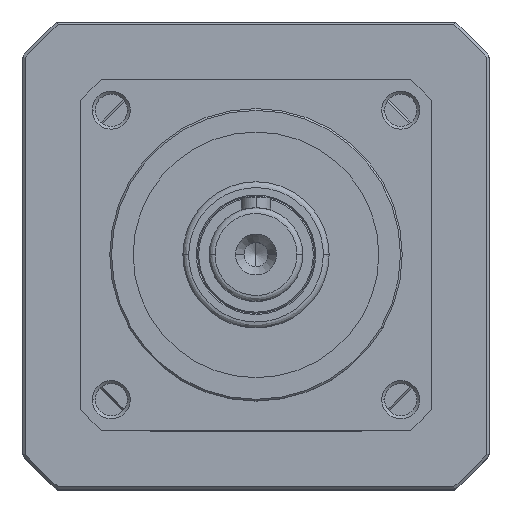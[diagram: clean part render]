
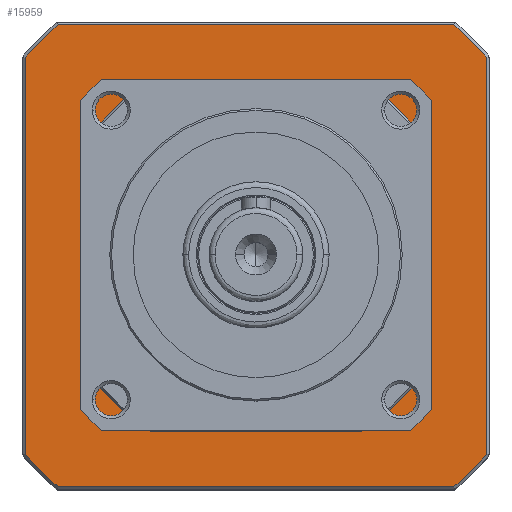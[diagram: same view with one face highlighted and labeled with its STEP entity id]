
A CAD part, top view. The second image highlights one B-rep face of the part: STEP entity #15959.
In plain terms, the highlighted face is planar.
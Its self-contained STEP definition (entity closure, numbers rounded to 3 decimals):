
#112 = VERTEX_POINT ( 'NONE', #14238 ) ;
#438 = AXIS2_PLACEMENT_3D ( 'NONE', #17816, #5984, #19797 ) ;
#681 = VERTEX_POINT ( 'NONE', #5024 ) ;
#696 = AXIS2_PLACEMENT_3D ( 'NONE', #19068, #7242, #21049 ) ;
#1201 = ORIENTED_EDGE ( 'NONE', *, *, #4434, .F. ) ;
#1207 = LINE ( 'NONE', #18660, #21652 ) ;
#1326 = CARTESIAN_POINT ( 'NONE',  ( 0., -39.5, 16.5 ) ) ;
#1469 = EDGE_CURVE ( 'NONE', #16816, #112, #20897, .T. ) ;
#1736 = VERTEX_POINT ( 'NONE', #6375 ) ;
#1973 = FACE_OUTER_BOUND ( 'NONE', #23964, .T. ) ;
#2080 = CARTESIAN_POINT ( 'NONE',  ( 0., 0., 16.5 ) ) ;
#2246 = VERTEX_POINT ( 'NONE', #21427 ) ;
#2281 = ORIENTED_EDGE ( 'NONE', *, *, #21709, .F. ) ;
#2313 = VERTEX_POINT ( 'NONE', #20235 ) ;
#2372 = VERTEX_POINT ( 'NONE', #19044 ) ;
#2395 = EDGE_CURVE ( 'NONE', #2246, #681, #1207, .T. ) ;
#2442 = CARTESIAN_POINT ( 'NONE',  ( 0., 0., 16.5 ) ) ;
#2620 = CARTESIAN_POINT ( 'NONE',  ( -33.819, -39.5, 16.5 ) ) ;
#3086 = CARTESIAN_POINT ( 'NONE',  ( -33.819, 39.5, 16.5 ) ) ;
#3134 = DIRECTION ( 'NONE',  ( -1., 0., 0. ) ) ;
#3390 = CARTESIAN_POINT ( 'NONE',  ( 0., 0., 16.5 ) ) ;
#3775 = DIRECTION ( 'NONE',  ( 0., 0., 1. ) ) ;
#3843 = DIRECTION ( 'NONE',  ( 0., 0., 1. ) ) ;
#4092 = DIRECTION ( 'NONE',  ( 1., 0., 0. ) ) ;
#4434 = EDGE_CURVE ( 'NONE', #2372, #24659, #6653, .T. ) ;
#4452 = DIRECTION ( 'NONE',  ( 1., 0., 0. ) ) ;
#4723 = CARTESIAN_POINT ( 'NONE',  ( 39.5, 33.819, 16.5 ) ) ;
#4771 = CIRCLE ( 'NONE', #21018, 52. ) ;
#5024 = CARTESIAN_POINT ( 'NONE',  ( -39.5, -33.819, 16.5 ) ) ;
#5090 = ORIENTED_EDGE ( 'NONE', *, *, #14084, .F. ) ;
#5433 = DIRECTION ( 'NONE',  ( 1., 0., 0. ) ) ;
#5456 = CARTESIAN_POINT ( 'NONE',  ( -30., 0., 16.5 ) ) ;
#5511 = ORIENTED_EDGE ( 'NONE', *, *, #25504, .F. ) ;
#5542 = DIRECTION ( 'NONE',  ( 0., 1., 0. ) ) ;
#5773 = VECTOR ( 'NONE', #13979, 1000. ) ;
#5780 = PLANE ( 'NONE',  #24120 ) ;
#5916 = CARTESIAN_POINT ( 'NONE',  ( -18.028, -30., 16.5 ) ) ;
#5984 = DIRECTION ( 'NONE',  ( 0., 0., -1. ) ) ;
#6375 = CARTESIAN_POINT ( 'NONE',  ( 30., 18.028, 16.5 ) ) ;
#6459 = VECTOR ( 'NONE', #11108, 1000. ) ;
#6572 = CARTESIAN_POINT ( 'NONE',  ( 30., 0., 16.5 ) ) ;
#6653 = LINE ( 'NONE', #21158, #15942 ) ;
#7202 = CARTESIAN_POINT ( 'NONE',  ( 0., 39.5, 16.5 ) ) ;
#7242 = DIRECTION ( 'NONE',  ( 0., 0., -1. ) ) ;
#7855 = ORIENTED_EDGE ( 'NONE', *, *, #24751, .F. ) ;
#7861 = DIRECTION ( 'NONE',  ( 0., 0., 1. ) ) ;
#7891 = VECTOR ( 'NONE', #9280, 1000. ) ;
#7910 = CARTESIAN_POINT ( 'NONE',  ( -30., 18.028, 16.5 ) ) ;
#7947 = CARTESIAN_POINT ( 'NONE',  ( 0., 0., 16.5 ) ) ;
#8804 = ORIENTED_EDGE ( 'NONE', *, *, #18404, .F. ) ;
#9001 = EDGE_CURVE ( 'NONE', #20557, #16816, #16983, .T. ) ;
#9094 = ORIENTED_EDGE ( 'NONE', *, *, #9001, .F. ) ;
#9280 = DIRECTION ( 'NONE',  ( 1., 0., 0. ) ) ;
#9612 = VERTEX_POINT ( 'NONE', #2620 ) ;
#9846 = VECTOR ( 'NONE', #16448, 1000. ) ;
#9880 = LINE ( 'NONE', #22891, #6459 ) ;
#9952 = DIRECTION ( 'NONE',  ( 1., 0., 0. ) ) ;
#10186 = LINE ( 'NONE', #7202, #25271 ) ;
#10557 = ORIENTED_EDGE ( 'NONE', *, *, #24436, .F. ) ;
#11108 = DIRECTION ( 'NONE',  ( -1., 0., 0. ) ) ;
#11388 = CIRCLE ( 'NONE', #438, 35. ) ;
#11884 = EDGE_CURVE ( 'NONE', #9612, #13626, #13738, .T. ) ;
#11907 = FACE_BOUND ( 'NONE', #20886, .T. ) ;
#13209 = VERTEX_POINT ( 'NONE', #19560 ) ;
#13406 = CIRCLE ( 'NONE', #23101, 52. ) ;
#13626 = VERTEX_POINT ( 'NONE', #20433 ) ;
#13640 = CARTESIAN_POINT ( 'NONE',  ( 0., 30., 16.5 ) ) ;
#13738 = LINE ( 'NONE', #1326, #7891 ) ;
#13979 = DIRECTION ( 'NONE',  ( 1., 0., 0. ) ) ;
#14084 = EDGE_CURVE ( 'NONE', #1736, #25433, #20314, .T. ) ;
#14238 = CARTESIAN_POINT ( 'NONE',  ( 18.028, 30., 16.5 ) ) ;
#14368 = CARTESIAN_POINT ( 'NONE',  ( 33.819, 39.5, 16.5 ) ) ;
#14478 = ORIENTED_EDGE ( 'NONE', *, *, #19919, .F. ) ;
#14484 = VECTOR ( 'NONE', #5542, 1000. ) ;
#15200 = CIRCLE ( 'NONE', #21168, 52. ) ;
#15653 = CARTESIAN_POINT ( 'NONE',  ( 0., 0., 16.5 ) ) ;
#15730 = CARTESIAN_POINT ( 'NONE',  ( 0., 0., 16.5 ) ) ;
#15768 = ORIENTED_EDGE ( 'NONE', *, *, #19878, .F. ) ;
#15942 = VECTOR ( 'NONE', #20784, 1000. ) ;
#15959 = ADVANCED_FACE ( 'NONE', ( #1973, #11907 ), #5780, .F. ) ;
#15984 = DIRECTION ( 'NONE',  ( 0., 0., -1. ) ) ;
#16355 = DIRECTION ( 'NONE',  ( 0., 0., 1. ) ) ;
#16448 = DIRECTION ( 'NONE',  ( 0., -1., 0. ) ) ;
#16637 = CARTESIAN_POINT ( 'NONE',  ( 30., -18.028, 16.5 ) ) ;
#16816 = VERTEX_POINT ( 'NONE', #20999 ) ;
#16983 = CIRCLE ( 'NONE', #17136, 35. ) ;
#17136 = AXIS2_PLACEMENT_3D ( 'NONE', #2080, #15984, #4092 ) ;
#17289 = DIRECTION ( 'NONE',  ( 0., 0., 1. ) ) ;
#17442 = ORIENTED_EDGE ( 'NONE', *, *, #23534, .F. ) ;
#17576 = VERTEX_POINT ( 'NONE', #14368 ) ;
#17663 = DIRECTION ( 'NONE',  ( 1., 0., 0. ) ) ;
#17723 = DIRECTION ( 'NONE',  ( 1., 0., 0. ) ) ;
#17816 = CARTESIAN_POINT ( 'NONE',  ( 0., 0., 16.5 ) ) ;
#17879 = VERTEX_POINT ( 'NONE', #5916 ) ;
#18216 = EDGE_CURVE ( 'NONE', #17576, #25148, #10186, .T. ) ;
#18404 = EDGE_CURVE ( 'NONE', #112, #1736, #11388, .T. ) ;
#18470 = DIRECTION ( 'NONE',  ( 0., -1., 0. ) ) ;
#18660 = CARTESIAN_POINT ( 'NONE',  ( -39.5, 0., 16.5 ) ) ;
#19044 = CARTESIAN_POINT ( 'NONE',  ( 39.5, -33.819, 16.5 ) ) ;
#19068 = CARTESIAN_POINT ( 'NONE',  ( 0., 0., 16.5 ) ) ;
#19325 = CIRCLE ( 'NONE', #23638, 35. ) ;
#19348 = EDGE_CURVE ( 'NONE', #681, #9612, #13406, .T. ) ;
#19549 = CIRCLE ( 'NONE', #23474, 52. ) ;
#19560 = CARTESIAN_POINT ( 'NONE',  ( 18.028, -30., 16.5 ) ) ;
#19674 = CARTESIAN_POINT ( 'NONE',  ( 0., 0., 16.5 ) ) ;
#19797 = DIRECTION ( 'NONE',  ( 1., 0., 0. ) ) ;
#19878 = EDGE_CURVE ( 'NONE', #24659, #17576, #4771, .T. ) ;
#19919 = EDGE_CURVE ( 'NONE', #17879, #2313, #19325, .T. ) ;
#20235 = CARTESIAN_POINT ( 'NONE',  ( -30., -18.028, 16.5 ) ) ;
#20314 = LINE ( 'NONE', #6572, #9846 ) ;
#20433 = CARTESIAN_POINT ( 'NONE',  ( 33.819, -39.5, 16.5 ) ) ;
#20557 = VERTEX_POINT ( 'NONE', #7910 ) ;
#20784 = DIRECTION ( 'NONE',  ( 0., 1., 0. ) ) ;
#20886 = EDGE_LOOP ( 'NONE', ( #8804, #21022, #9094, #2281, #14478, #5511, #17442, #5090 ) ) ;
#20897 = LINE ( 'NONE', #13640, #5773 ) ;
#20999 = CARTESIAN_POINT ( 'NONE',  ( -18.028, 30., 16.5 ) ) ;
#21018 = AXIS2_PLACEMENT_3D ( 'NONE', #19674, #7861, #21648 ) ;
#21022 = ORIENTED_EDGE ( 'NONE', *, *, #1469, .F. ) ;
#21049 = DIRECTION ( 'NONE',  ( 1., 0., 0. ) ) ;
#21158 = CARTESIAN_POINT ( 'NONE',  ( 39.5, 0., 16.5 ) ) ;
#21168 = AXIS2_PLACEMENT_3D ( 'NONE', #3390, #17289, #5433 ) ;
#21427 = CARTESIAN_POINT ( 'NONE',  ( -39.5, 33.819, 16.5 ) ) ;
#21648 = DIRECTION ( 'NONE',  ( 1., 0., 0. ) ) ;
#21652 = VECTOR ( 'NONE', #18470, 1000. ) ;
#21709 = EDGE_CURVE ( 'NONE', #2313, #20557, #24974, .T. ) ;
#21725 = DIRECTION ( 'NONE',  ( 0., 0., -1. ) ) ;
#22082 = ORIENTED_EDGE ( 'NONE', *, *, #19348, .F. ) ;
#22472 = ORIENTED_EDGE ( 'NONE', *, *, #11884, .F. ) ;
#22891 = CARTESIAN_POINT ( 'NONE',  ( 0., -30., 16.5 ) ) ;
#23101 = AXIS2_PLACEMENT_3D ( 'NONE', #15653, #3775, #17663 ) ;
#23383 = ORIENTED_EDGE ( 'NONE', *, *, #18216, .F. ) ;
#23474 = AXIS2_PLACEMENT_3D ( 'NONE', #2442, #16355, #4452 ) ;
#23534 = EDGE_CURVE ( 'NONE', #25433, #13209, #23883, .T. ) ;
#23638 = AXIS2_PLACEMENT_3D ( 'NONE', #7947, #21725, #9952 ) ;
#23883 = CIRCLE ( 'NONE', #696, 35. ) ;
#23964 = EDGE_LOOP ( 'NONE', ( #22472, #22082, #25496, #10557, #23383, #15768, #1201, #7855 ) ) ;
#24120 = AXIS2_PLACEMENT_3D ( 'NONE', #15730, #3843, #17723 ) ;
#24436 = EDGE_CURVE ( 'NONE', #25148, #2246, #19549, .T. ) ;
#24659 = VERTEX_POINT ( 'NONE', #4723 ) ;
#24751 = EDGE_CURVE ( 'NONE', #13626, #2372, #15200, .T. ) ;
#24974 = LINE ( 'NONE', #5456, #14484 ) ;
#25148 = VERTEX_POINT ( 'NONE', #3086 ) ;
#25271 = VECTOR ( 'NONE', #3134, 1000. ) ;
#25433 = VERTEX_POINT ( 'NONE', #16637 ) ;
#25496 = ORIENTED_EDGE ( 'NONE', *, *, #2395, .F. ) ;
#25504 = EDGE_CURVE ( 'NONE', #13209, #17879, #9880, .T. ) ;
